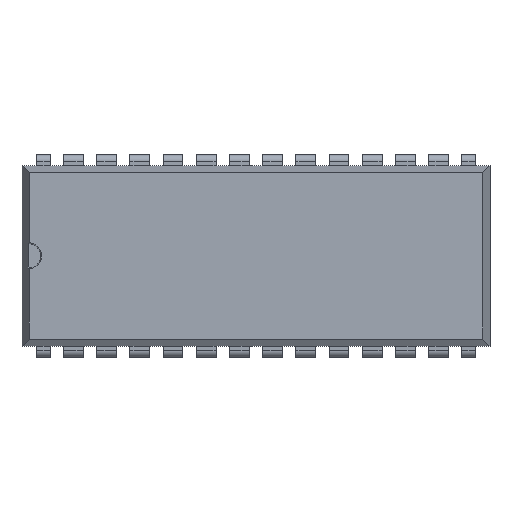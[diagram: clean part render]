
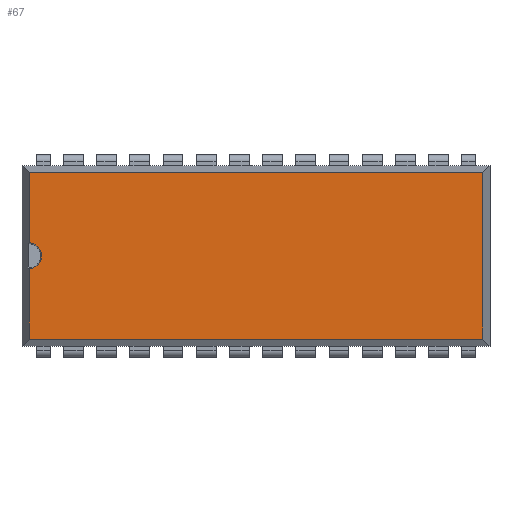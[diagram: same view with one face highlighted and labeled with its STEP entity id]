
A CAD part, top view. The second image highlights one B-rep face of the part: STEP entity #67.
In plain terms, the highlighted planar face has unit normal (0, 0, 1).
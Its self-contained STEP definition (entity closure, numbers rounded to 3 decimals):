
#67=ADVANCED_FACE('',(#3935),#3937,.T.);
#3935=FACE_BOUND('',#3936,.T.);
#3936=EDGE_LOOP('',(#7004,#7005,#7006,#7007,#7008,#7009));
#3937=PLANE('',#3938);
#3938=AXIS2_PLACEMENT_3D('',#3939,#3940,#3941);
#3939=CARTESIAN_POINT('',(1.27,0.71,5.));
#3940=DIRECTION('',(0.,-0.,1.));
#3941=DIRECTION('',(0.,1.,0.));
#7004=ORIENTED_EDGE('',*,*,#9388,.T.);
#7005=ORIENTED_EDGE('',*,*,#9386,.F.);
#7006=ORIENTED_EDGE('',*,*,#9389,.F.);
#7007=ORIENTED_EDGE('',*,*,#9390,.T.);
#7008=ORIENTED_EDGE('',*,*,#9391,.T.);
#7009=ORIENTED_EDGE('',*,*,#9382,.F.);
#9382=EDGE_CURVE('',#10577,#10579,#10580,.T.);
#9386=EDGE_CURVE('',#10585,#10587,#10588,.T.);
#9388=EDGE_CURVE('',#10577,#10587,#10590,.F.);
#9389=EDGE_CURVE('',#10591,#10585,#10592,.T.);
#9390=EDGE_CURVE('',#10591,#10593,#10594,.T.);
#9391=EDGE_CURVE('',#10593,#10579,#10595,.T.);
#10577=VERTEX_POINT('',#12567);
#10579=VERTEX_POINT('',#12573);
#10580=LINE('',#12574,#12575);
#10585=VERTEX_POINT('',#12585);
#10587=VERTEX_POINT('',#12589);
#10588=LINE('',#12590,#12591);
#10590=CIRCLE('',#12598,1.);
#10591=VERTEX_POINT('',#12602);
#10592=LINE('',#12603,#12604);
#10593=VERTEX_POINT('',#12606);
#10594=LINE('',#12607,#12608);
#10595=LINE('',#12610,#12611);
#12567=CARTESIAN_POINT('',(-0.84,8.619,5.));
#12573=CARTESIAN_POINT('',(-0.84,13.98,5.));
#12574=CARTESIAN_POINT('',(-0.84,8.619,5.));
#12575=VECTOR('',#12576,1.);
#12576=DIRECTION('',(0.,1.,0.));
#12585=CARTESIAN_POINT('',(-0.84,1.26,5.));
#12589=CARTESIAN_POINT('',(-0.84,6.621,5.));
#12590=CARTESIAN_POINT('',(-0.84,1.26,5.));
#12591=VECTOR('',#12592,1.);
#12592=DIRECTION('',(0.,1.,0.));
#12598=AXIS2_PLACEMENT_3D('',#12599,#12600,#12601);
#12599=CARTESIAN_POINT('',(-0.89,7.62,5.));
#12600=DIRECTION('',(0.,0.,1.));
#12601=DIRECTION('',(0.05,-0.999,0.));
#12602=CARTESIAN_POINT('',(33.86,1.26,5.));
#12603=CARTESIAN_POINT('',(33.86,1.26,5.));
#12604=VECTOR('',#12605,1.);
#12605=DIRECTION('',(-1.,0.,0.));
#12606=CARTESIAN_POINT('',(33.86,13.98,5.));
#12607=CARTESIAN_POINT('',(33.86,1.26,5.));
#12608=VECTOR('',#12609,1.);
#12609=DIRECTION('',(0.,1.,0.));
#12610=CARTESIAN_POINT('',(33.86,13.98,5.));
#12611=VECTOR('',#12612,1.);
#12612=DIRECTION('',(-1.,0.,0.));
